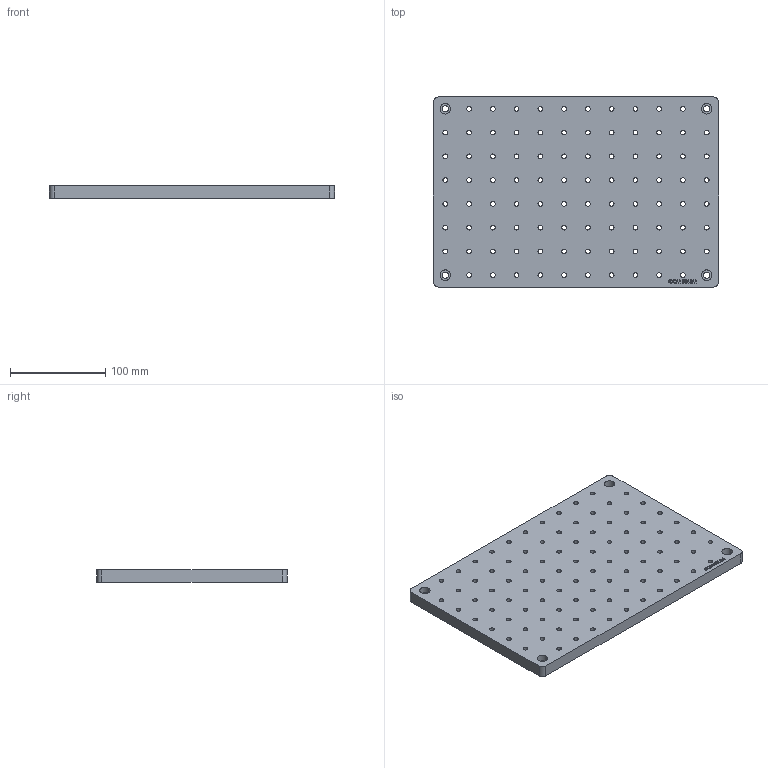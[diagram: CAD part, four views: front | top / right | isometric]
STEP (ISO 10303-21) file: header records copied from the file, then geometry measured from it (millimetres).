
FILE_DESCRIPTION (( 'STEP AP203' ), '1' );
FILE_NAME ('GCM-3013M.STEP', '2019-09-03T06:00:42', ( '' ), ( '' ), 'SwSTEP 2.0', 'SolidWorks 2015', '' );
FILE_SCHEMA (( 'CONFIG_CONTROL_DESIGN' ));
Length unit declared in the file: millimetre
Products named in the file (1): GCM-3013M
Bounding box: 300 x 200 x 12.7 mm (x, y, z)
Volume: 735342.5 mm3; surface area: 148470.3 mm2
Topology: 1 solids, 1 shells, 327 faces, 933 edges, 622 vertices
Faces by surface type: cylinder 204, plane 68, bspline 55
Entity records: 14558 total; most frequent: CARTESIAN_POINT 5530, ORIENTED_EDGE 1866, DIRECTION 1777, EDGE_CURVE 933, AXIS2_PLACEMENT_3D 681, VERTEX_POINT 622, EDGE_LOOP 533, VECTOR 415
